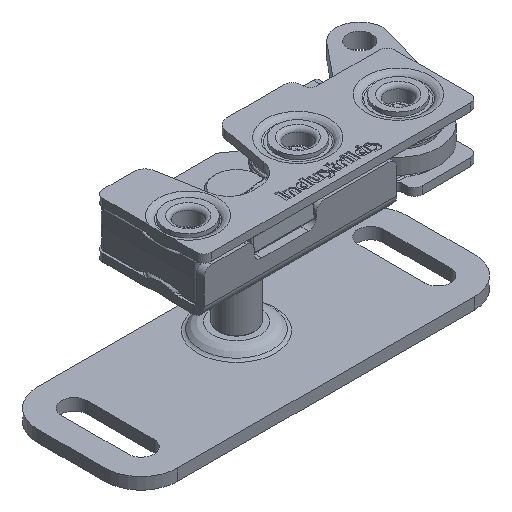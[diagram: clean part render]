
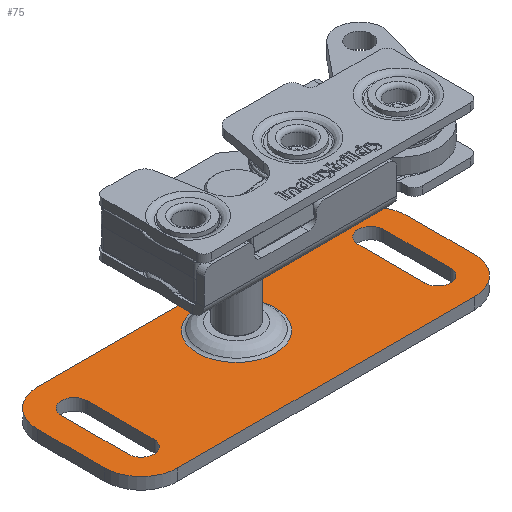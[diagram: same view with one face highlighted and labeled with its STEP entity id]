
A CAD part, isometric view. The second image highlights one B-rep face of the part: STEP entity #75.
In plain terms, the highlighted planar face has unit normal (0, 0, 1).
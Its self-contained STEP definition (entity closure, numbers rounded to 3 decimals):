
#75 = ADVANCED_FACE ( 'NONE', ( #7660, #7658, #7664, #7666 ), #8183, .F. ) ;
#3734 = EDGE_LOOP ( 'NONE', ( #22204 ) ) ;
#3738 = EDGE_LOOP ( 'NONE', ( #22262, #22181, #22347, #22327 ) ) ;
#3739 = EDGE_LOOP ( 'NONE', ( #22194, #22410, #22233, #22360, #22348, #22335, #22328, #22263 ) ) ;
#3740 = EDGE_LOOP ( 'NONE', ( #22236, #22326, #22201, #22182 ) ) ;
#6986 = EDGE_CURVE ( 'NONE', #27848, #27850, #11103, .T. ) ;
#6998 = EDGE_CURVE ( 'NONE', #27798, #27848, #11101, .T. ) ;
#7000 = EDGE_CURVE ( 'NONE', #27834, #27822, #11098, .T. ) ;
#7002 = EDGE_CURVE ( 'NONE', #27808, #27798, #11121, .T. ) ;
#7003 = EDGE_CURVE ( 'NONE', #11756, #11756, #11123, .T. ) ;
#7004 = EDGE_CURVE ( 'NONE', #27850, #27808, #11102, .T. ) ;
#7005 = EDGE_CURVE ( 'NONE', #27827, #27834, #11125, .T. ) ;
#7006 = EDGE_CURVE ( 'NONE', #27820, #27825, #11119, .T. ) ;
#7007 = EDGE_CURVE ( 'NONE', #27822, #27820, #11128, .T. ) ;
#7008 = EDGE_CURVE ( 'NONE', #27825, #27840, #11130, .T. ) ;
#7009 = EDGE_CURVE ( 'NONE', #27840, #27829, #11116, .T. ) ;
#7010 = EDGE_CURVE ( 'NONE', #27829, #27823, #11132, .T. ) ;
#7011 = EDGE_CURVE ( 'NONE', #27823, #27827, #11126, .T. ) ;
#7012 = EDGE_CURVE ( 'NONE', #27833, #27841, #11133, .T. ) ;
#7013 = EDGE_CURVE ( 'NONE', #27841, #27836, #11137, .T. ) ;
#7014 = EDGE_CURVE ( 'NONE', #27836, #27831, #11136, .T. ) ;
#7015 = EDGE_CURVE ( 'NONE', #27831, #27833, #11141, .T. ) ;
#7139 = AXIS2_PLACEMENT_3D ( 'NONE', #8184, #8224, #8225 ) ;
#7658 = FACE_BOUND ( 'NONE', #3738, .T. ) ;
#7660 = FACE_BOUND ( 'NONE', #3734, .T. ) ;
#7664 = FACE_OUTER_BOUND ( 'NONE', #3739, .T. ) ;
#7666 = FACE_BOUND ( 'NONE', #3740, .T. ) ;
#8183 = PLANE ( 'NONE',  #7139 ) ;
#8184 = CARTESIAN_POINT ( 'NONE',  ( 85.6, 26.6, 3. ) ) ;
#8224 = DIRECTION ( 'NONE',  ( 0., 0., -1. ) ) ;
#8225 = DIRECTION ( 'NONE',  ( -1., 0., 0. ) ) ;
#9862 = CARTESIAN_POINT ( 'NONE',  ( 85.6, 26.6, 3. ) ) ;
#9864 = DIRECTION ( 'NONE',  ( 0., 0., 1. ) ) ;
#9865 = DIRECTION ( 'NONE',  ( 1., 0., 0. ) ) ;
#9900 = CARTESIAN_POINT ( 'NONE',  ( 88.9, 26.6, 3. ) ) ;
#9901 = DIRECTION ( 'NONE',  ( 0., 1., 0. ) ) ;
#9904 = CARTESIAN_POINT ( 'NONE',  ( 85.6, 9.4, 3. ) ) ;
#9905 = CARTESIAN_POINT ( 'NONE',  ( 9.4, 36., 3. ) ) ;
#9906 = DIRECTION ( 'NONE',  ( -1., 0., 0. ) ) ;
#9909 = CARTESIAN_POINT ( 'NONE',  ( 85.6, 26.6, 3. ) ) ;
#9910 = DIRECTION ( 'NONE',  ( 0., 0., 1. ) ) ;
#9911 = DIRECTION ( 'NONE',  ( 1., 0., 0. ) ) ;
#9912 = CARTESIAN_POINT ( 'NONE',  ( 47.5, 13., 3. ) ) ;
#9913 = DIRECTION ( 'NONE',  ( 0., 0., -1. ) ) ;
#9914 = DIRECTION ( 'NONE',  ( -1., 0., 0. ) ) ;
#9915 = CARTESIAN_POINT ( 'NONE',  ( 9.4, 26.6, 3. ) ) ;
#9916 = CARTESIAN_POINT ( 'NONE',  ( 82.3, 26.6, 3. ) ) ;
#9917 = DIRECTION ( 'NONE',  ( 0., -1., 0. ) ) ;
#9918 = CARTESIAN_POINT ( 'NONE',  ( 9.4, 9.4, 3. ) ) ;
#9919 = DIRECTION ( 'NONE',  ( 0., 0., 1. ) ) ;
#9920 = DIRECTION ( 'NONE',  ( -1., 0., 0. ) ) ;
#9921 = CARTESIAN_POINT ( 'NONE',  ( 0., 9.4, 3. ) ) ;
#9922 = DIRECTION ( 'NONE',  ( 0., -1., 0. ) ) ;
#9923 = CARTESIAN_POINT ( 'NONE',  ( 85.6, 9.4, 3. ) ) ;
#9924 = DIRECTION ( 'NONE',  ( 0., 0., 1. ) ) ;
#9925 = DIRECTION ( 'NONE',  ( -1., 0., 0. ) ) ;
#9926 = DIRECTION ( 'NONE',  ( 0., 0., 1. ) ) ;
#9927 = DIRECTION ( 'NONE',  ( -1., 0., 0. ) ) ;
#9928 = CARTESIAN_POINT ( 'NONE',  ( 9.4, 0., 3. ) ) ;
#9929 = DIRECTION ( 'NONE',  ( 1., 0., 0. ) ) ;
#9930 = DIRECTION ( 'NONE',  ( 0., 0., 1. ) ) ;
#9931 = DIRECTION ( 'NONE',  ( 1., 0., 0. ) ) ;
#9932 = CARTESIAN_POINT ( 'NONE',  ( 95., 9.4, 3. ) ) ;
#9933 = DIRECTION ( 'NONE',  ( 0., 1., 0. ) ) ;
#9934 = CARTESIAN_POINT ( 'NONE',  ( 6.1, 26.6, 3. ) ) ;
#9935 = CARTESIAN_POINT ( 'NONE',  ( 12.7, 26.6, 3. ) ) ;
#9936 = DIRECTION ( 'NONE',  ( 0., 1., 0. ) ) ;
#9937 = CARTESIAN_POINT ( 'NONE',  ( 9.4, 26.6, 3. ) ) ;
#9938 = DIRECTION ( 'NONE',  ( 0., 0., 1. ) ) ;
#9939 = DIRECTION ( 'NONE',  ( 1., 0., 0. ) ) ;
#9941 = DIRECTION ( 'NONE',  ( 0., -1., 0. ) ) ;
#9942 = CARTESIAN_POINT ( 'NONE',  ( 9.4, 9.4, 3. ) ) ;
#9943 = DIRECTION ( 'NONE',  ( 0., 0., 1. ) ) ;
#9944 = DIRECTION ( 'NONE',  ( 1., 0., 0. ) ) ;
#11068 = VECTOR ( 'NONE', #9922, 1000. ) ;
#11098 = LINE ( 'NONE', #9905, #11117 ) ;
#11101 = LINE ( 'NONE', #9900, #11114 ) ;
#11102 = LINE ( 'NONE', #9916, #11122 ) ;
#11103 = CIRCLE ( 'NONE', #22014, 3.3 ) ;
#11114 = VECTOR ( 'NONE', #9901, 1000. ) ;
#11116 = LINE ( 'NONE', #9928, #11127 ) ;
#11117 = VECTOR ( 'NONE', #9906, 1000. ) ;
#11119 = LINE ( 'NONE', #9921, #11068 ) ;
#11121 = CIRCLE ( 'NONE', #22032, 3.3 ) ;
#11122 = VECTOR ( 'NONE', #9917, 1000. ) ;
#11123 = CIRCLE ( 'NONE', #22019, 10.036 ) ;
#11125 = CIRCLE ( 'NONE', #22031, 9.4 ) ;
#11126 = LINE ( 'NONE', #9932, #11129 ) ;
#11127 = VECTOR ( 'NONE', #9929, 1000. ) ;
#11128 = CIRCLE ( 'NONE', #22034, 9.4 ) ;
#11129 = VECTOR ( 'NONE', #9933, 1000. ) ;
#11130 = CIRCLE ( 'NONE', #22033, 9.4 ) ;
#11131 = VECTOR ( 'NONE', #9941, 1000. ) ;
#11132 = CIRCLE ( 'NONE', #22036, 9.4 ) ;
#11133 = LINE ( 'NONE', #9935, #11134 ) ;
#11134 = VECTOR ( 'NONE', #9936, 1000. ) ;
#11136 = LINE ( 'NONE', #9934, #11131 ) ;
#11137 = CIRCLE ( 'NONE', #22030, 3.3 ) ;
#11141 = CIRCLE ( 'NONE', #22037, 3.3 ) ;
#11456 = CARTESIAN_POINT ( 'NONE',  ( 88.9, 9.4, 3. ) ) ;
#11457 = CARTESIAN_POINT ( 'NONE',  ( 82.3, 9.4, 3. ) ) ;
#11462 = CARTESIAN_POINT ( 'NONE',  ( 9.4, 36., 3. ) ) ;
#11463 = CARTESIAN_POINT ( 'NONE',  ( 6.1, 9.4, 3. ) ) ;
#11469 = CARTESIAN_POINT ( 'NONE',  ( 12.7, 9.4, 3. ) ) ;
#11470 = CARTESIAN_POINT ( 'NONE',  ( 0., 26.6, 3. ) ) ;
#11472 = CARTESIAN_POINT ( 'NONE',  ( 95., 9.4, 3. ) ) ;
#11473 = CARTESIAN_POINT ( 'NONE',  ( 0., 9.4, 3. ) ) ;
#11474 = CARTESIAN_POINT ( 'NONE',  ( 95., 26.6, 3. ) ) ;
#11475 = CARTESIAN_POINT ( 'NONE',  ( 85.6, 0., 3. ) ) ;
#11476 = CARTESIAN_POINT ( 'NONE',  ( 88.9, 26.6, 3. ) ) ;
#11477 = CARTESIAN_POINT ( 'NONE',  ( 9.4, 0., 3. ) ) ;
#11478 = CARTESIAN_POINT ( 'NONE',  ( 85.6, 36., 3. ) ) ;
#11479 = CARTESIAN_POINT ( 'NONE',  ( 6.1, 26.6, 3. ) ) ;
#11481 = CARTESIAN_POINT ( 'NONE',  ( 82.3, 26.6, 3. ) ) ;
#11482 = CARTESIAN_POINT ( 'NONE',  ( 12.7, 26.6, 3. ) ) ;
#11756 = VERTEX_POINT ( 'NONE', #11757 ) ;
#11757 = CARTESIAN_POINT ( 'NONE',  ( 37.464, 13., 3. ) ) ;
#22014 = AXIS2_PLACEMENT_3D ( 'NONE', #9862, #9864, #9865 ) ;
#22019 = AXIS2_PLACEMENT_3D ( 'NONE', #9912, #9913, #9914 ) ;
#22030 = AXIS2_PLACEMENT_3D ( 'NONE', #9937, #9938, #9939 ) ;
#22031 = AXIS2_PLACEMENT_3D ( 'NONE', #9909, #9919, #9920 ) ;
#22032 = AXIS2_PLACEMENT_3D ( 'NONE', #9904, #9910, #9911 ) ;
#22033 = AXIS2_PLACEMENT_3D ( 'NONE', #9918, #9926, #9927 ) ;
#22034 = AXIS2_PLACEMENT_3D ( 'NONE', #9915, #9924, #9925 ) ;
#22036 = AXIS2_PLACEMENT_3D ( 'NONE', #9923, #9930, #9931 ) ;
#22037 = AXIS2_PLACEMENT_3D ( 'NONE', #9942, #9943, #9944 ) ;
#22181 = ORIENTED_EDGE ( 'NONE', *, *, #6998, .F. ) ;
#22182 = ORIENTED_EDGE ( 'NONE', *, *, #7014, .F. ) ;
#22194 = ORIENTED_EDGE ( 'NONE', *, *, #7005, .T. ) ;
#22201 = ORIENTED_EDGE ( 'NONE', *, *, #7015, .F. ) ;
#22204 = ORIENTED_EDGE ( 'NONE', *, *, #7003, .T. ) ;
#22233 = ORIENTED_EDGE ( 'NONE', *, *, #7007, .T. ) ;
#22236 = ORIENTED_EDGE ( 'NONE', *, *, #7013, .F. ) ;
#22262 = ORIENTED_EDGE ( 'NONE', *, *, #6986, .F. ) ;
#22263 = ORIENTED_EDGE ( 'NONE', *, *, #7011, .T. ) ;
#22326 = ORIENTED_EDGE ( 'NONE', *, *, #7012, .F. ) ;
#22327 = ORIENTED_EDGE ( 'NONE', *, *, #7004, .F. ) ;
#22328 = ORIENTED_EDGE ( 'NONE', *, *, #7010, .T. ) ;
#22335 = ORIENTED_EDGE ( 'NONE', *, *, #7009, .T. ) ;
#22347 = ORIENTED_EDGE ( 'NONE', *, *, #7002, .F. ) ;
#22348 = ORIENTED_EDGE ( 'NONE', *, *, #7008, .T. ) ;
#22360 = ORIENTED_EDGE ( 'NONE', *, *, #7006, .T. ) ;
#22410 = ORIENTED_EDGE ( 'NONE', *, *, #7000, .T. ) ;
#27798 = VERTEX_POINT ( 'NONE', #11456 ) ;
#27808 = VERTEX_POINT ( 'NONE', #11457 ) ;
#27820 = VERTEX_POINT ( 'NONE', #11470 ) ;
#27822 = VERTEX_POINT ( 'NONE', #11462 ) ;
#27823 = VERTEX_POINT ( 'NONE', #11472 ) ;
#27825 = VERTEX_POINT ( 'NONE', #11473 ) ;
#27827 = VERTEX_POINT ( 'NONE', #11474 ) ;
#27829 = VERTEX_POINT ( 'NONE', #11475 ) ;
#27831 = VERTEX_POINT ( 'NONE', #11463 ) ;
#27833 = VERTEX_POINT ( 'NONE', #11469 ) ;
#27834 = VERTEX_POINT ( 'NONE', #11478 ) ;
#27836 = VERTEX_POINT ( 'NONE', #11479 ) ;
#27840 = VERTEX_POINT ( 'NONE', #11477 ) ;
#27841 = VERTEX_POINT ( 'NONE', #11482 ) ;
#27848 = VERTEX_POINT ( 'NONE', #11476 ) ;
#27850 = VERTEX_POINT ( 'NONE', #11481 ) ;
